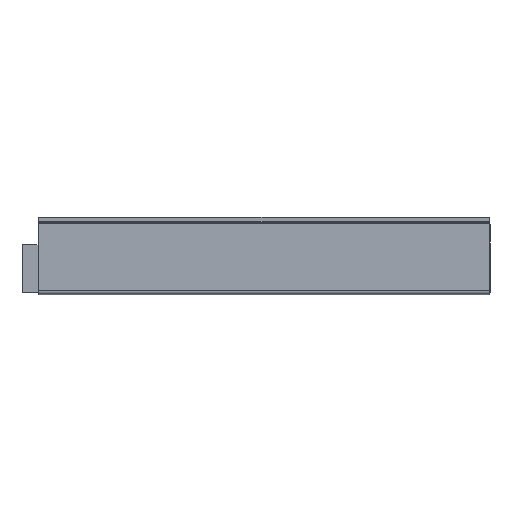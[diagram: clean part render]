
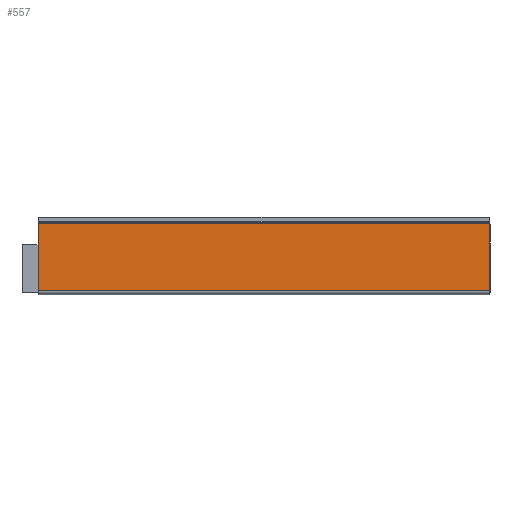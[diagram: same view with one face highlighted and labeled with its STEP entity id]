
A CAD part, top view. The second image highlights one B-rep face of the part: STEP entity #557.
In plain terms, the highlighted planar face has unit normal (0, 0, 1).
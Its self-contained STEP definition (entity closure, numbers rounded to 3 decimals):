
#34 = ORIENTED_EDGE ( 'NONE', *, *, #202, .T. ) ;
#146 = CARTESIAN_POINT ( 'NONE',  ( -2., 0.7, 0. ) ) ;
#198 = VERTEX_POINT ( 'NONE', #803 ) ;
#202 = EDGE_CURVE ( 'NONE', #473, #387, #1145, .T. ) ;
#205 = EDGE_CURVE ( 'NONE', #198, #473, #1443, .T. ) ;
#206 = VECTOR ( 'NONE', #537, 1000. ) ;
#308 = CARTESIAN_POINT ( 'NONE',  ( -2., 0., 0. ) ) ;
#332 = ORIENTED_EDGE ( 'NONE', *, *, #2031, .T. ) ;
#350 = CARTESIAN_POINT ( 'NONE',  ( -2., 0.7, 0. ) ) ;
#387 = VERTEX_POINT ( 'NONE', #2052 ) ;
#422 = LINE ( 'NONE', #146, #465 ) ;
#463 = AXIS2_PLACEMENT_3D ( 'NONE', #800, #1292, #1586 ) ;
#465 = VECTOR ( 'NONE', #762, 1000. ) ;
#471 = FACE_OUTER_BOUND ( 'NONE', #1897, .T. ) ;
#473 = VERTEX_POINT ( 'NONE', #623 ) ;
#535 = VERTEX_POINT ( 'NONE', #350 ) ;
#537 = DIRECTION ( 'NONE',  ( 0., 1., 0. ) ) ;
#557 = ADVANCED_FACE ( 'NONE', ( #471 ), #1789, .F. ) ;
#623 = CARTESIAN_POINT ( 'NONE',  ( 82.7, 13.4, 0. ) ) ;
#762 = DIRECTION ( 'NONE',  ( 1., 0., 0. ) ) ;
#770 = VECTOR ( 'NONE', #1924, 1000. ) ;
#800 = CARTESIAN_POINT ( 'NONE',  ( 0., 0., 0. ) ) ;
#803 = CARTESIAN_POINT ( 'NONE',  ( 82.7, 0.7, 0. ) ) ;
#1145 = LINE ( 'NONE', #1820, #1422 ) ;
#1292 = DIRECTION ( 'NONE',  ( 0., 0., -1. ) ) ;
#1422 = VECTOR ( 'NONE', #1976, 1000. ) ;
#1443 = LINE ( 'NONE', #1811, #206 ) ;
#1586 = DIRECTION ( 'NONE',  ( -1., 0., 0. ) ) ;
#1623 = ORIENTED_EDGE ( 'NONE', *, *, #2049, .T. ) ;
#1758 = ORIENTED_EDGE ( 'NONE', *, *, #205, .T. ) ;
#1773 = LINE ( 'NONE', #308, #770 ) ;
#1789 = PLANE ( 'NONE',  #463 ) ;
#1811 = CARTESIAN_POINT ( 'NONE',  ( 82.7, 0., 0. ) ) ;
#1820 = CARTESIAN_POINT ( 'NONE',  ( -2., 13.4, 0. ) ) ;
#1897 = EDGE_LOOP ( 'NONE', ( #332, #1758, #34, #1623 ) ) ;
#1924 = DIRECTION ( 'NONE',  ( 0., -1., 0. ) ) ;
#1976 = DIRECTION ( 'NONE',  ( -1., 0., 0. ) ) ;
#2031 = EDGE_CURVE ( 'NONE', #535, #198, #422, .T. ) ;
#2049 = EDGE_CURVE ( 'NONE', #387, #535, #1773, .T. ) ;
#2052 = CARTESIAN_POINT ( 'NONE',  ( -2., 13.4, 0. ) ) ;
